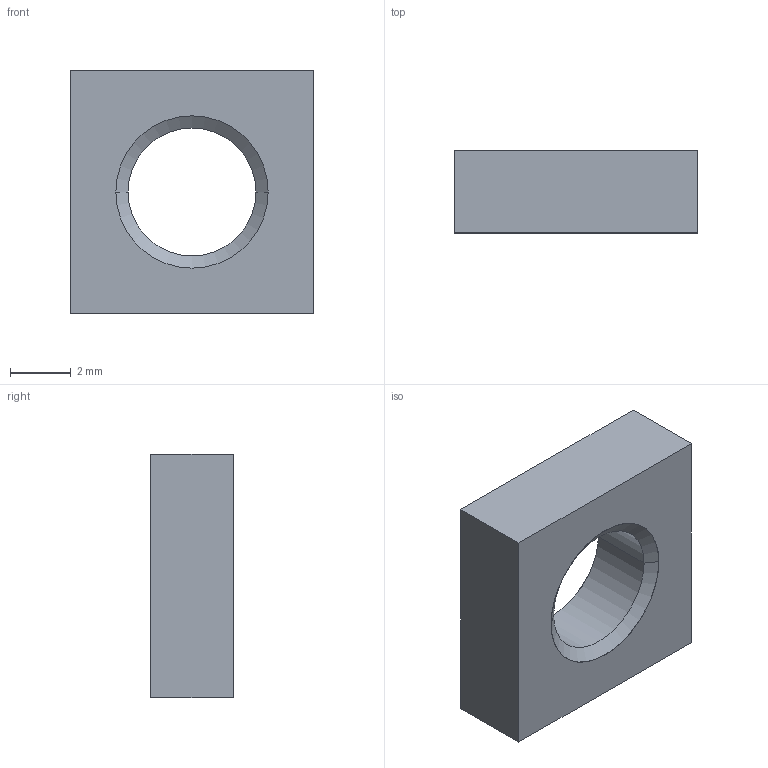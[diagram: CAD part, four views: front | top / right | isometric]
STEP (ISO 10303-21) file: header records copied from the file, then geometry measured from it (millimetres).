
FILE_DESCRIPTION (( 'STEP AP214' ), '1' );
FILE_NAME ('SNSD.30.52.67 Ãàéêà êâàäðàòíàÿ M5, ïàç 6(K58).STEP', '2018-08-10T10:19:56', ( '' ), ( '' ), 'SwSTEP 2.0', 'SolidWorks 2018', '' );
FILE_SCHEMA (( 'AUTOMOTIVE_DESIGN' ));
Length unit declared in the file: millimetre
Products named in the file (2): SNSD.30.52.67 Ãàéêà êâàäðàòíàÿ M5, ïàç 6(K58); square nut thin grade b_din_Square nut DIN 562 M5 -C
Assembly tree (1 placements, depth 2):
  SNSD.30.52.67 Ãàéêà êâàäðàòíàÿ M5, ïàç 6(K58)
    square nut thin grade b_din_Square nut DIN 562 M5 -C
Bounding box: 8 x 2.7 x 8 mm (x, y, z)
Volume: 133.7 mm3; surface area: 217.5 mm2
Topology: 1 solids, 1 shells, 16 faces, 34 edges, 20 vertices
Faces by surface type: cylinder 6, plane 6, cone 4
Entity records: 518 total; most frequent: DIRECTION 86, CARTESIAN_POINT 74, ORIENTED_EDGE 68, EDGE_CURVE 34, AXIS2_PLACEMENT_3D 32, LINE 22, VECTOR 22, VERTEX_POINT 20
